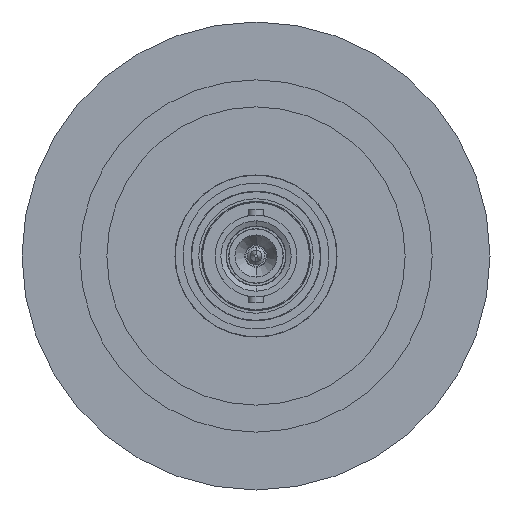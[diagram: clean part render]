
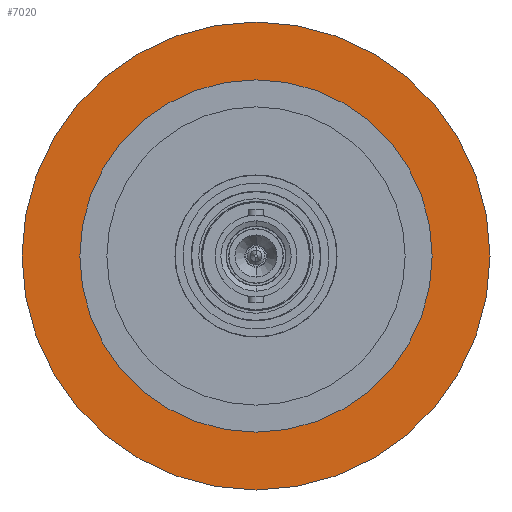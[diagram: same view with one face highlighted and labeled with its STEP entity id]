
A CAD part, front view. The second image highlights one B-rep face of the part: STEP entity #7020.
In plain terms, the highlighted planar face has unit normal (0, -1, 0).
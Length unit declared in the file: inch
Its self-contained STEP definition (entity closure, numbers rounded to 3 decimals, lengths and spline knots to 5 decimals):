
#1434 = ORIENTED_EDGE ( 'NONE', *, *, #2985, .F. ) ;
#1890 = CIRCLE ( 'NONE', #8829, 0.815 ) ;
#1892 = CIRCLE ( 'NONE', #8828, 1.0825 ) ;
#2275 = CARTESIAN_POINT ( 'NONE',  ( -0.815, -0.1, 0. ) ) ;
#2283 = CARTESIAN_POINT ( 'NONE',  ( 0.815, -0.1, 0. ) ) ;
#2300 = CARTESIAN_POINT ( 'NONE',  ( -1.0825, -0.1, 0. ) ) ;
#2311 = CARTESIAN_POINT ( 'NONE',  ( 1.0825, -0.1, 0. ) ) ;
#2491 = ORIENTED_EDGE ( 'NONE', *, *, #9783, .F. ) ;
#2500 = ORIENTED_EDGE ( 'NONE', *, *, #2986, .T. ) ;
#2505 = ORIENTED_EDGE ( 'NONE', *, *, #9782, .T. ) ;
#2663 = AXIS2_PLACEMENT_3D ( 'NONE', #5192, #5197, #5198 ) ;
#2808 = AXIS2_PLACEMENT_3D ( 'NONE', #6185, #6186, #6187 ) ;
#2809 = AXIS2_PLACEMENT_3D ( 'NONE', #6190, #6191, #6192 ) ;
#2985 = EDGE_CURVE ( 'NONE', #10077, #10088, #1892, .T. ) ;
#2986 = EDGE_CURVE ( 'NONE', #10060, #10052, #1890, .T. ) ;
#3040 = CARTESIAN_POINT ( 'NONE',  ( 0., -0.1, 0. ) ) ;
#3041 = DIRECTION ( 'NONE',  ( 0., 1., 0. ) ) ;
#3042 = DIRECTION ( 'NONE',  ( 1., 0., 0. ) ) ;
#3043 = CARTESIAN_POINT ( 'NONE',  ( 0., -0.1, 0. ) ) ;
#3044 = DIRECTION ( 'NONE',  ( 0., 1., 0. ) ) ;
#3045 = DIRECTION ( 'NONE',  ( 1., 0., 0. ) ) ;
#5190 = PLANE ( 'NONE',  #2663 ) ;
#5192 = CARTESIAN_POINT ( 'NONE',  ( 0., -0.1, 0. ) ) ;
#5197 = DIRECTION ( 'NONE',  ( 0., -1., 0. ) ) ;
#5198 = DIRECTION ( 'NONE',  ( -1., 0., 0. ) ) ;
#5540 = EDGE_LOOP ( 'NONE', ( #2491, #1434 ) ) ;
#5547 = EDGE_LOOP ( 'NONE', ( #2500, #2505 ) ) ;
#5841 = FACE_BOUND ( 'NONE', #5547, .T. ) ;
#5849 = FACE_OUTER_BOUND ( 'NONE', #5540, .T. ) ;
#6185 = CARTESIAN_POINT ( 'NONE',  ( 0., -0.1, 0. ) ) ;
#6186 = DIRECTION ( 'NONE',  ( 0., 1., 0. ) ) ;
#6187 = DIRECTION ( 'NONE',  ( 1., 0., 0. ) ) ;
#6190 = CARTESIAN_POINT ( 'NONE',  ( 0., -0.1, 0. ) ) ;
#6191 = DIRECTION ( 'NONE',  ( 0., 1., 0. ) ) ;
#6192 = DIRECTION ( 'NONE',  ( 1., 0., 0. ) ) ;
#7020 = ADVANCED_FACE ( 'NONE', ( #5841, #5849 ), #5190, .T. ) ;
#7196 = CIRCLE ( 'NONE', #2808, 0.815 ) ;
#7198 = CIRCLE ( 'NONE', #2809, 1.0825 ) ;
#8828 = AXIS2_PLACEMENT_3D ( 'NONE', #3040, #3041, #3042 ) ;
#8829 = AXIS2_PLACEMENT_3D ( 'NONE', #3043, #3044, #3045 ) ;
#9782 = EDGE_CURVE ( 'NONE', #10052, #10060, #7196, .T. ) ;
#9783 = EDGE_CURVE ( 'NONE', #10088, #10077, #7198, .T. ) ;
#10052 = VERTEX_POINT ( 'NONE', #2275 ) ;
#10060 = VERTEX_POINT ( 'NONE', #2283 ) ;
#10077 = VERTEX_POINT ( 'NONE', #2300 ) ;
#10088 = VERTEX_POINT ( 'NONE', #2311 ) ;
